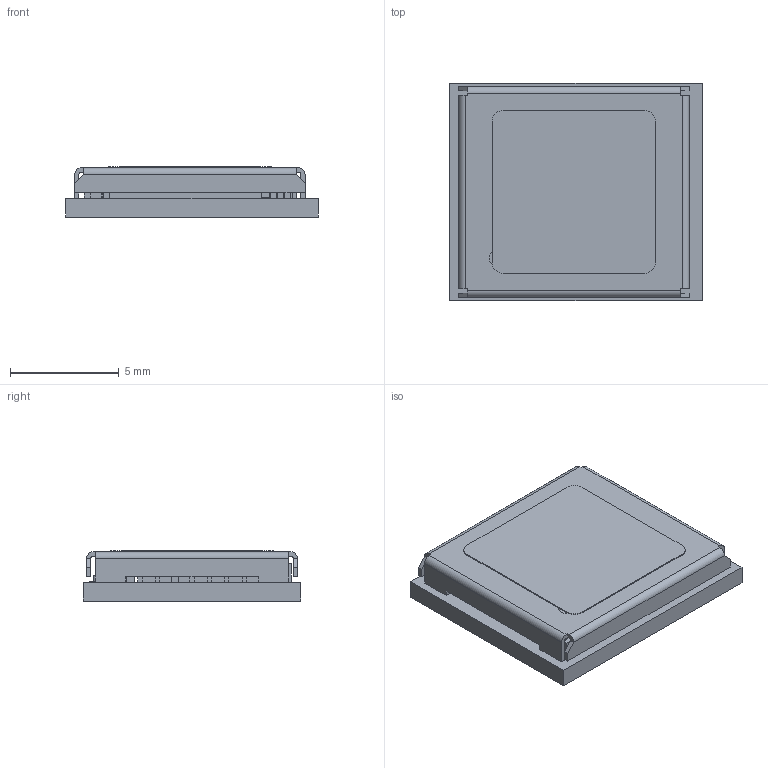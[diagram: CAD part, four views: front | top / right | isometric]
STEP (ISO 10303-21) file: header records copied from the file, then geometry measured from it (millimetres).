
FILE_DESCRIPTION(('STEP AP214'),'1');
FILE_NAME('NINA-B311_mechanical_model.stp','2017-07-06T16:35:17',(' '),(' '),'Spatial InterOp 3D',' ',' ');
FILE_SCHEMA(('automotive_design'));
Length unit declared in the file: metre
Products named in the file (61): PCB; 11.6x10.0 PCB; NINA-B311; 2.0x1.6 Crystal; X; pin-1; Crystal; 1.65x1.05 Crystal; X2; BLE Electrical Components; C 0201; Part83; C0402; Part38; Part39; nRF52840 7x7 mm; L 0201; L 0603; NINA-Bxxx Label; NINA-pads; Part9; NINA-B3 Shieldbox
Assembly tree (119 placements, depth 5):
  NINA-B311
    11.6x10.0 PCB
      PCB
        PCB
    BLE Electrical Components
      Crystal
        2.0x1.6 Crystal
          X
          pin-1
        1.65x1.05 Crystal
          pin-1
          X2
      C 0201  x10
        Part83
        Part83
        Part83
      C 0201  x2
        Part83
        Part83
        Part83
      C0402
        Part38
        Part39
      C0402  x4
        Part38
        Part39
      nRF52840 7x7 mm
      L 0201  x2
        Part83
        Part83
        Part83
      L 0603
        Part83
        Part83
        Part83
    NINA-Bxxx Label
    NINA-pads
      Part9  x10
      Part9  x20
      Part9  x18
      Part9
      Part9
      Part9
      Part9
      Part9
      Part9
      Part9
      Part9
      Part9
      Part9
      Part9
      Part9
      Part9
      Part9
      Part9
      Part9
      Part9
      Part9
      Part9
    NINA-B3 Shieldbox
Bounding box: 11.6 x 10 x 2.33 mm (x, y, z)
Volume: 178.4 mm3; surface area: 945.8 mm2
Topology: 139 solids, 139 shells, 921 faces, 1899 edges, 1258 vertices
Faces by surface type: plane 876, cylinder 37, torus 8
Full cylindrical faces by diameter (mm): 0.8 x1
Entity records: 15049 total; most frequent: DIRECTION 1930, CARTESIAN_POINT 1871, ORIENTED_EDGE 1636, EDGE_CURVE 818, LINE 736, VECTOR 736, AXIS2_PLACEMENT_3D 597, VERTEX_POINT 538
